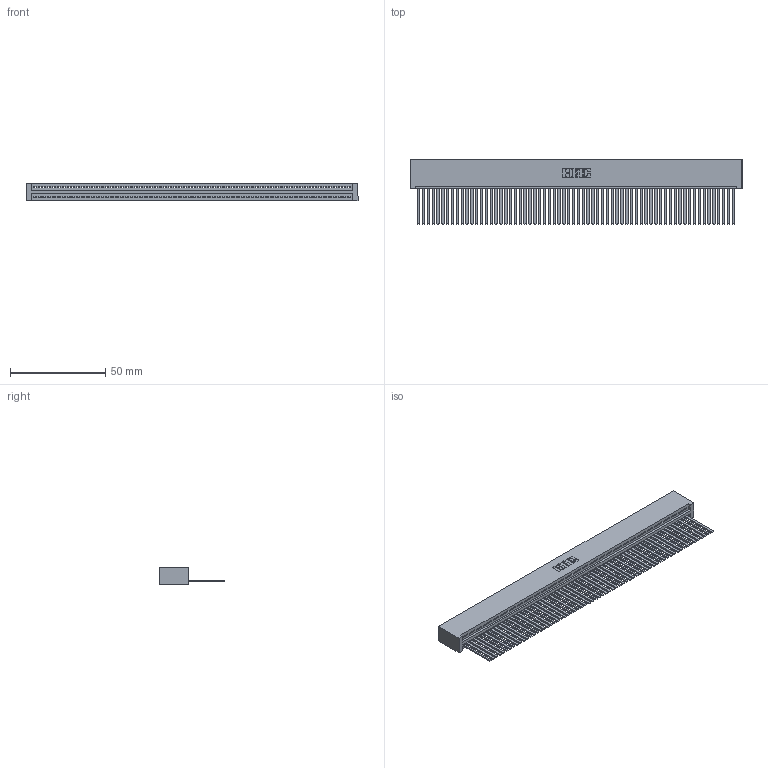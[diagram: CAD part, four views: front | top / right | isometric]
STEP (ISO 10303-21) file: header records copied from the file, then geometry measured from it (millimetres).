
FILE_DESCRIPTION (( 'STEP AP203' ), '1' );
FILE_NAME ('395-066-544-101.STEP', '2019-10-25T09:37:06', ( '' ), ( '' ), 'SwSTEP 2.0', 'SolidWorks 2016', '' );
FILE_SCHEMA (( 'CONFIG_CONTROL_DESIGN' ));
Length unit declared in the file: inch
Products named in the file (3): 345-292-001_345-293-144; 345 Part_No Mounting Lugs; 395-066-544-101
Assembly tree (67 placements, depth 2):
  395-066-544-101
    345 Part_No Mounting Lugs
    345-292-001_345-293-144  x66
Bounding box: 174.24 x 33.96 x 9.4 mm (x, y, z)
Volume: 18095.2 mm3; surface area: 26857.9 mm2
Topology: 67 solids, 67 shells, 3550 faces, 10745 edges, 7074 vertices
Faces by surface type: plane 2452, cylinder 1098
Entity records: 45981 total; most frequent: CARTESIAN_POINT 7970, ORIENTED_EDGE 7970, DIRECTION 6917, EDGE_CURVE 3985, LINE 3601, VECTOR 3601, VERTEX_POINT 2654, AXIS2_PLACEMENT_3D 1658
